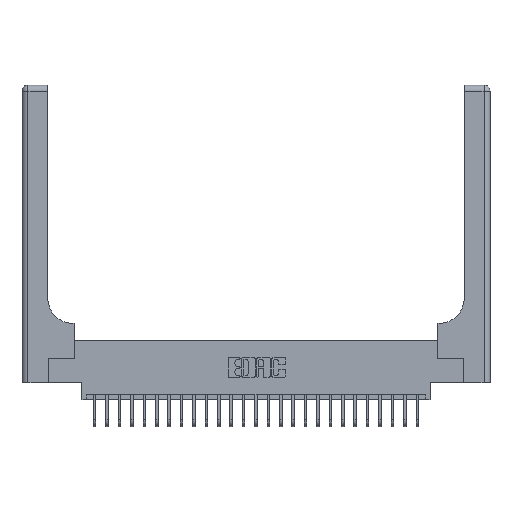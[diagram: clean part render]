
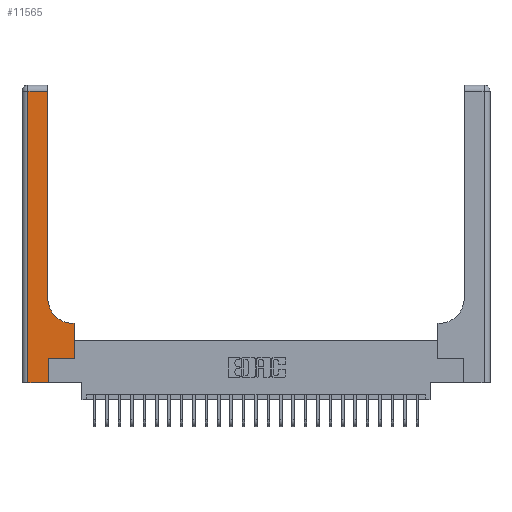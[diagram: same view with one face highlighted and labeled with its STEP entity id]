
A CAD part, top view. The second image highlights one B-rep face of the part: STEP entity #11565.
In plain terms, the highlighted planar face has unit normal (0, 0, 1).
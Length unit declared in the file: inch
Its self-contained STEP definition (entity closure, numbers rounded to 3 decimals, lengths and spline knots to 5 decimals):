
#757 = VECTOR ( 'NONE', #18080, 39.37008 ) ;
#812 = ORIENTED_EDGE ( 'NONE', *, *, #9624, .T. ) ;
#822 = ORIENTED_EDGE ( 'NONE', *, *, #13797, .T. ) ;
#1015 = CARTESIAN_POINT ( 'NONE',  ( 0., 3., 0.37 ) ) ;
#1147 = VECTOR ( 'NONE', #14514, 39.37008 ) ;
#1253 = LINE ( 'NONE', #20306, #757 ) ;
#2102 = ORIENTED_EDGE ( 'NONE', *, *, #17154, .T. ) ;
#2760 = CARTESIAN_POINT ( 'NONE',  ( 0.265, 0., 0.37 ) ) ;
#2762 = DIRECTION ( 'NONE',  ( -1., 0., 0. ) ) ;
#3854 = AXIS2_PLACEMENT_3D ( 'NONE', #21685, #21208, #13847 ) ;
#4083 = CARTESIAN_POINT ( 'NONE',  ( 0.06, 2.94, 0.37 ) ) ;
#4149 = LINE ( 'NONE', #5513, #9987 ) ;
#5513 = CARTESIAN_POINT ( 'NONE',  ( 0.265, 0., 0.37 ) ) ;
#5642 = EDGE_CURVE ( 'NONE', #5787, #12966, #4149, .T. ) ;
#5787 = VERTEX_POINT ( 'NONE', #2760 ) ;
#6763 = EDGE_LOOP ( 'NONE', ( #812, #2102, #22737, #822, #20444, #11354, #14954, #15669, #18293 ) ) ;
#7810 = CARTESIAN_POINT ( 'NONE',  ( 0.26, 0.85, 0.37 ) ) ;
#8030 = EDGE_CURVE ( 'NONE', #14903, #24145, #14636, .T. ) ;
#8446 = VECTOR ( 'NONE', #19035, 39.37008 ) ;
#9038 = DIRECTION ( 'NONE',  ( 1., 0., 0. ) ) ;
#9624 = EDGE_CURVE ( 'NONE', #12243, #21303, #20579, .T. ) ;
#9987 = VECTOR ( 'NONE', #15481, 39.37008 ) ;
#10152 = EDGE_CURVE ( 'NONE', #24145, #21162, #1253, .T. ) ;
#10165 = AXIS2_PLACEMENT_3D ( 'NONE', #1015, #24050, #2762 ) ;
#10349 = PLANE ( 'NONE',  #10165 ) ;
#11278 = LINE ( 'NONE', #22499, #19388 ) ;
#11354 = ORIENTED_EDGE ( 'NONE', *, *, #20561, .T. ) ;
#11440 = LINE ( 'NONE', #17182, #8446 ) ;
#11565 = ADVANCED_FACE ( 'NONE', ( #20067 ), #10349, .F. ) ;
#12243 = VERTEX_POINT ( 'NONE', #7810 ) ;
#12697 = EDGE_CURVE ( 'NONE', #21162, #12243, #16185, .T. ) ;
#12966 = VERTEX_POINT ( 'NONE', #15090 ) ;
#12992 = CARTESIAN_POINT ( 'NONE',  ( 0.528, 0.25, 0.37 ) ) ;
#13098 = CARTESIAN_POINT ( 'NONE',  ( 0.528, 0.6, 0.37 ) ) ;
#13190 = CARTESIAN_POINT ( 'NONE',  ( 0.06, 3., 0.37 ) ) ;
#13231 = CARTESIAN_POINT ( 'NONE',  ( 0.51, 0.6, 0.37 ) ) ;
#13797 = EDGE_CURVE ( 'NONE', #24033, #5787, #11278, .T. ) ;
#13847 = DIRECTION ( 'NONE',  ( 1., 0., 0. ) ) ;
#14514 = DIRECTION ( 'NONE',  ( 0., 1., 0. ) ) ;
#14636 = LINE ( 'NONE', #12992, #1147 ) ;
#14903 = VERTEX_POINT ( 'NONE', #21756 ) ;
#14954 = ORIENTED_EDGE ( 'NONE', *, *, #8030, .T. ) ;
#15090 = CARTESIAN_POINT ( 'NONE',  ( 0.265, 0.25, 0.37 ) ) ;
#15481 = DIRECTION ( 'NONE',  ( 0., 1., 0. ) ) ;
#15669 = ORIENTED_EDGE ( 'NONE', *, *, #10152, .T. ) ;
#16185 = CIRCLE ( 'NONE', #3854, 0.25 ) ;
#16691 = CARTESIAN_POINT ( 'NONE',  ( 0., 2.94, 0.37 ) ) ;
#17154 = EDGE_CURVE ( 'NONE', #21303, #20941, #19923, .T. ) ;
#17182 = CARTESIAN_POINT ( 'NONE',  ( 0.265, 0.25, 0.37 ) ) ;
#17282 = VECTOR ( 'NONE', #24548, 39.37008 ) ;
#18080 = DIRECTION ( 'NONE',  ( -1., 0., 0. ) ) ;
#18293 = ORIENTED_EDGE ( 'NONE', *, *, #12697, .T. ) ;
#18550 = DIRECTION ( 'NONE',  ( 0., -1., 0. ) ) ;
#19035 = DIRECTION ( 'NONE',  ( 1., 0., 0. ) ) ;
#19076 = CARTESIAN_POINT ( 'NONE',  ( 0.26, 2.94, 0.37 ) ) ;
#19388 = VECTOR ( 'NONE', #9038, 39.37008 ) ;
#19923 = LINE ( 'NONE', #16691, #23843 ) ;
#20067 = FACE_OUTER_BOUND ( 'NONE', #6763, .T. ) ;
#20306 = CARTESIAN_POINT ( 'NONE',  ( 0.26, 0.6, 0.37 ) ) ;
#20376 = EDGE_CURVE ( 'NONE', #20941, #24033, #20543, .T. ) ;
#20444 = ORIENTED_EDGE ( 'NONE', *, *, #5642, .T. ) ;
#20543 = LINE ( 'NONE', #13190, #22379 ) ;
#20561 = EDGE_CURVE ( 'NONE', #12966, #14903, #11440, .T. ) ;
#20579 = LINE ( 'NONE', #24434, #17282 ) ;
#20941 = VERTEX_POINT ( 'NONE', #4083 ) ;
#21162 = VERTEX_POINT ( 'NONE', #13231 ) ;
#21208 = DIRECTION ( 'NONE',  ( 0., 0., -1. ) ) ;
#21303 = VERTEX_POINT ( 'NONE', #19076 ) ;
#21685 = CARTESIAN_POINT ( 'NONE',  ( 0.51, 0.85, 0.37 ) ) ;
#21756 = CARTESIAN_POINT ( 'NONE',  ( 0.528, 0.25, 0.37 ) ) ;
#21833 = CARTESIAN_POINT ( 'NONE',  ( 0.06, 0., 0.37 ) ) ;
#22162 = DIRECTION ( 'NONE',  ( -1., 0., 0. ) ) ;
#22379 = VECTOR ( 'NONE', #18550, 39.37008 ) ;
#22499 = CARTESIAN_POINT ( 'NONE',  ( 0., 0., 0.37 ) ) ;
#22737 = ORIENTED_EDGE ( 'NONE', *, *, #20376, .T. ) ;
#23843 = VECTOR ( 'NONE', #22162, 39.37008 ) ;
#24033 = VERTEX_POINT ( 'NONE', #21833 ) ;
#24050 = DIRECTION ( 'NONE',  ( 0., 0., -1. ) ) ;
#24145 = VERTEX_POINT ( 'NONE', #13098 ) ;
#24434 = CARTESIAN_POINT ( 'NONE',  ( 0.26, 3., 0.37 ) ) ;
#24548 = DIRECTION ( 'NONE',  ( 0., 1., 0. ) ) ;
